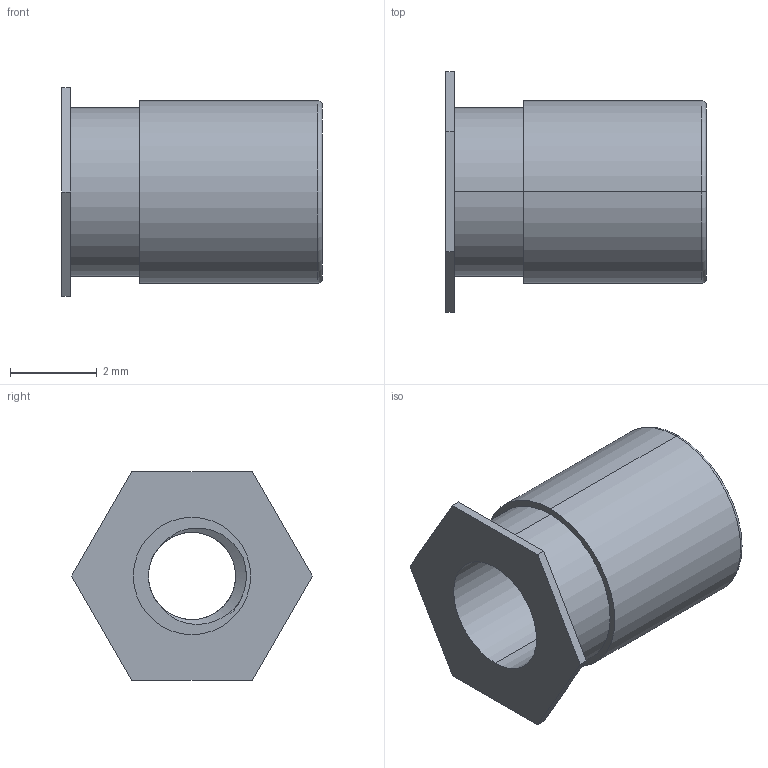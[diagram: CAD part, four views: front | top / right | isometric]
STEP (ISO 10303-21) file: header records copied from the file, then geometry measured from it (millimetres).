
FILE_DESCRIPTION (( 'STEP AP203' ), '1' );
FILE_NAME ('Clinching Stand off M 2.5X 61.STEP', '2020-11-22T09:31:50', ( '' ), ( '' ), 'SwSTEP 2.0', 'SolidWorks 2018', '' );
FILE_SCHEMA (( 'CONFIG_CONTROL_DESIGN' ));
Length unit declared in the file: millimetre
Products named in the file (1): Clinching Stand off M 2.5X 61
Bounding box: 6 x 5.54 x 4.8 mm (x, y, z)
Volume: 52.8 mm3; surface area: 173.7 mm2
Topology: 1 solids, 1 shells, 89 faces, 239 edges, 159 vertices
Faces by surface type: plane 42, cylinder 21, bspline 21, cone 3, torus 2
Entity records: 6073 total; most frequent: CARTESIAN_POINT 3969, ORIENTED_EDGE 478, DIRECTION 319, EDGE_CURVE 239, VERTEX_POINT 159, VECTOR 139, LINE 139, EDGE_LOOP 98
